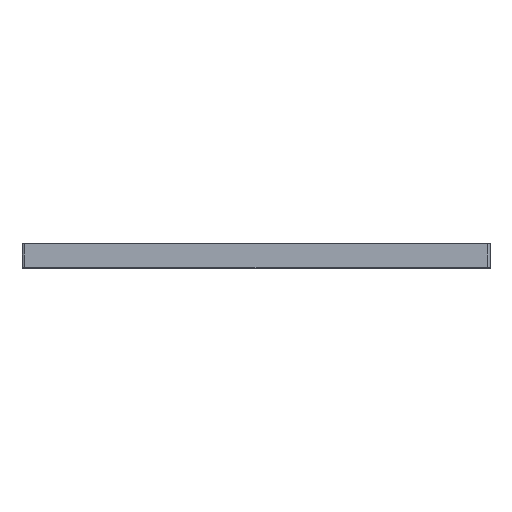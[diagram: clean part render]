
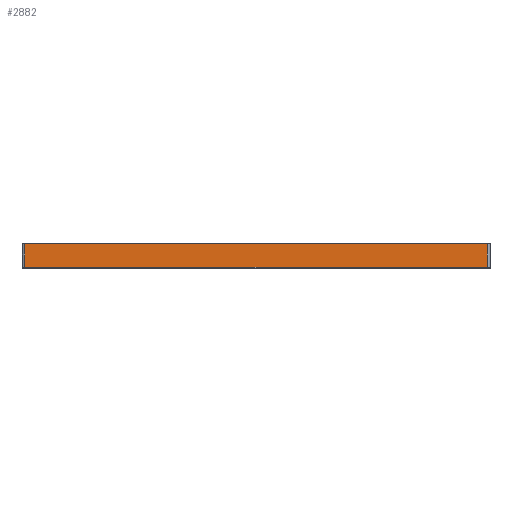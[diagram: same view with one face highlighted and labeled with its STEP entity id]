
A CAD part, top view. The second image highlights one B-rep face of the part: STEP entity #2882.
In plain terms, the highlighted planar face has unit normal (0, 0, 1).
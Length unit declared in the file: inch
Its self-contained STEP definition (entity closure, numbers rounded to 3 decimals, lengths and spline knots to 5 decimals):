
#138 = EDGE_LOOP ( 'NONE', ( #2669, #1413, #1511, #2545 ) ) ;
#222 = CARTESIAN_POINT ( 'NONE',  ( 0.03, 0., 0. ) ) ;
#453 = CARTESIAN_POINT ( 'NONE',  ( 4.97, 0.25, 0. ) ) ;
#567 = DIRECTION ( 'NONE',  ( 0., 0., -1. ) ) ;
#817 = DIRECTION ( 'NONE',  ( 1., 0., 0. ) ) ;
#853 = VECTOR ( 'NONE', #817, 39.37008 ) ;
#856 = DIRECTION ( 'NONE',  ( -1., 0., 0. ) ) ;
#915 = CARTESIAN_POINT ( 'NONE',  ( 0., 0.25, 0. ) ) ;
#1014 = VERTEX_POINT ( 'NONE', #3412 ) ;
#1032 = FACE_OUTER_BOUND ( 'NONE', #138, .T. ) ;
#1098 = VERTEX_POINT ( 'NONE', #453 ) ;
#1413 = ORIENTED_EDGE ( 'NONE', *, *, #4361, .T. ) ;
#1511 = ORIENTED_EDGE ( 'NONE', *, *, #4265, .F. ) ;
#1571 = DIRECTION ( 'NONE',  ( 0., 1., 0. ) ) ;
#1647 = CARTESIAN_POINT ( 'NONE',  ( 0., 0., 0. ) ) ;
#1671 = LINE ( 'NONE', #3220, #853 ) ;
#1799 = EDGE_CURVE ( 'NONE', #1014, #4416, #4379, .T. ) ;
#2247 = CARTESIAN_POINT ( 'NONE',  ( 0.03, 0.25, 0. ) ) ;
#2438 = EDGE_CURVE ( 'NONE', #4416, #2844, #3359, .T. ) ;
#2545 = ORIENTED_EDGE ( 'NONE', *, *, #1799, .T. ) ;
#2655 = DIRECTION ( 'NONE',  ( 1., 0., 0. ) ) ;
#2669 = ORIENTED_EDGE ( 'NONE', *, *, #2438, .T. ) ;
#2844 = VERTEX_POINT ( 'NONE', #3951 ) ;
#2882 = ADVANCED_FACE ( 'NONE', ( #1032 ), #4336, .F. ) ;
#2895 = DIRECTION ( 'NONE',  ( 0., -1., 0. ) ) ;
#3093 = VECTOR ( 'NONE', #2895, 39.37008 ) ;
#3137 = VECTOR ( 'NONE', #2655, 39.37008 ) ;
#3220 = CARTESIAN_POINT ( 'NONE',  ( 0., 0.25, 0. ) ) ;
#3225 = AXIS2_PLACEMENT_3D ( 'NONE', #915, #567, #856 ) ;
#3339 = VECTOR ( 'NONE', #1571, 39.37008 ) ;
#3359 = LINE ( 'NONE', #1647, #3137 ) ;
#3412 = CARTESIAN_POINT ( 'NONE',  ( 0.03, 0.25, 0. ) ) ;
#3619 = CARTESIAN_POINT ( 'NONE',  ( 4.97, 0.25, 0. ) ) ;
#3951 = CARTESIAN_POINT ( 'NONE',  ( 4.97, 0., 0. ) ) ;
#4023 = LINE ( 'NONE', #3619, #3339 ) ;
#4265 = EDGE_CURVE ( 'NONE', #1014, #1098, #1671, .T. ) ;
#4336 = PLANE ( 'NONE',  #3225 ) ;
#4361 = EDGE_CURVE ( 'NONE', #2844, #1098, #4023, .T. ) ;
#4379 = LINE ( 'NONE', #2247, #3093 ) ;
#4416 = VERTEX_POINT ( 'NONE', #222 ) ;
